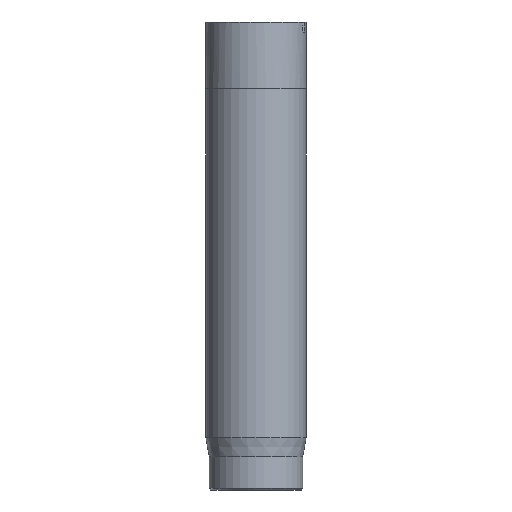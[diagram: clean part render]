
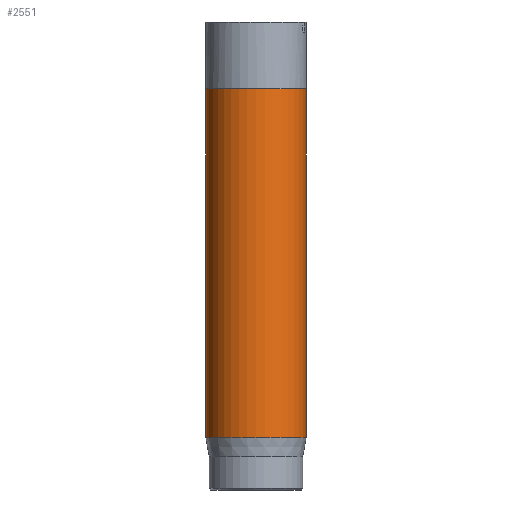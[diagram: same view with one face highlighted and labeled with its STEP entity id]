
A CAD part, front view. The second image highlights one B-rep face of the part: STEP entity #2551.
In plain terms, the highlighted cylindrical face has radius 1.5 mm (diameter 3 mm), a full revolution.
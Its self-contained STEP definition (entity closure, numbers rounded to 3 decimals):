
#329=CYLINDRICAL_SURFACE('',#2771,1.5);
#342=FACE_OUTER_BOUND('',#491,.T.);
#491=EDGE_LOOP('',(#1793,#1794,#1795,#1796,#1797));
#647=LINE('',#3337,#861);
#861=VECTOR('',#2918,1.5);
#1072=CIRCLE('',#2753,1.5);
#1081=CIRCLE('',#2769,1.5);
#1082=CIRCLE('',#2770,1.5);
#1099=VERTEX_POINT('',#3301);
#1108=VERTEX_POINT('',#3331);
#1109=VERTEX_POINT('',#3332);
#1362=EDGE_CURVE('',#1099,#1099,#1072,.T.);
#1376=EDGE_CURVE('',#1108,#1109,#1081,.T.);
#1377=EDGE_CURVE('',#1109,#1108,#1082,.T.);
#1379=EDGE_CURVE('',#1099,#1108,#647,.T.);
#1793=ORIENTED_EDGE('',*,*,#1362,.T.);
#1794=ORIENTED_EDGE('',*,*,#1379,.T.);
#1795=ORIENTED_EDGE('',*,*,#1376,.T.);
#1796=ORIENTED_EDGE('',*,*,#1377,.T.);
#1797=ORIENTED_EDGE('',*,*,#1379,.F.);
#2551=ADVANCED_FACE('',(#342),#329,.T.);
#2753=AXIS2_PLACEMENT_3D('',#3302,#2874,#2875);
#2769=AXIS2_PLACEMENT_3D('',#3333,#2911,#2912);
#2770=AXIS2_PLACEMENT_3D('',#3334,#2913,#2914);
#2771=AXIS2_PLACEMENT_3D('',#3336,#2916,#2917);
#2874=DIRECTION('center_axis',(0.,0.,-1.));
#2875=DIRECTION('ref_axis',(-1.,0.,0.));
#2911=DIRECTION('center_axis',(0.,0.,1.));
#2912=DIRECTION('ref_axis',(-1.,0.,0.));
#2913=DIRECTION('center_axis',(0.,0.,1.));
#2914=DIRECTION('ref_axis',(-1.,0.,0.));
#2916=DIRECTION('center_axis',(0.,0.,1.));
#2917=DIRECTION('ref_axis',(-1.,0.,0.));
#2918=DIRECTION('',(0.,0.,-1.));
#3301=CARTESIAN_POINT('',(1.5,0.,12.));
#3302=CARTESIAN_POINT('Origin',(0.,0.,12.));
#3331=CARTESIAN_POINT('',(1.5,0.,1.567));
#3332=CARTESIAN_POINT('',(-1.5,0.,1.567));
#3333=CARTESIAN_POINT('Origin',(0.,0.,1.567));
#3334=CARTESIAN_POINT('Origin',(0.,0.,1.567));
#3336=CARTESIAN_POINT('Origin',(0.,0.,0.));
#3337=CARTESIAN_POINT('',(1.5,0.,0.));
